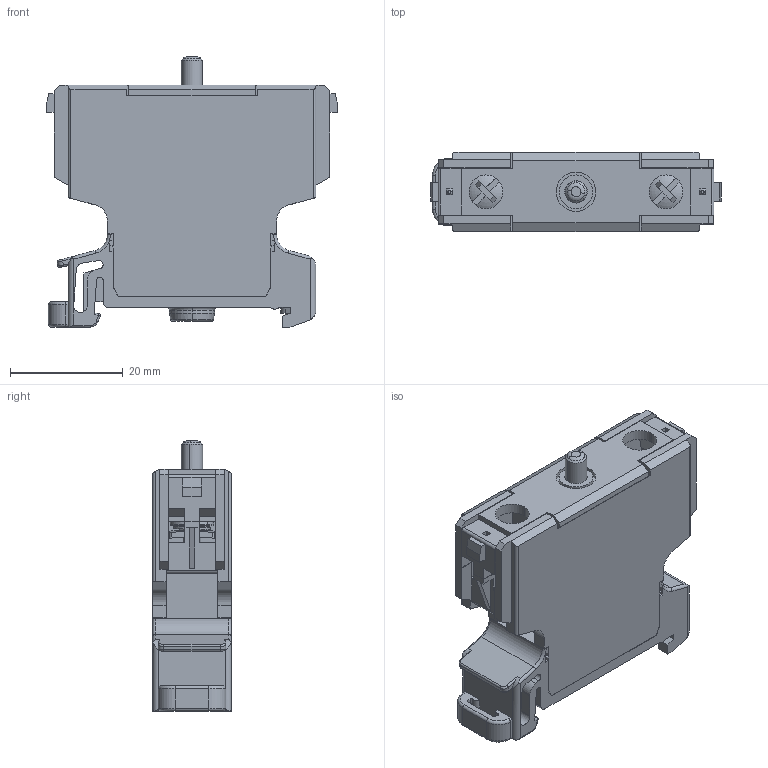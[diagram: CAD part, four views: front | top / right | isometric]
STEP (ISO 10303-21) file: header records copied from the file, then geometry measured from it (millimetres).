
FILE_DESCRIPTION (( 'STEP AP203' ), '1' );
FILE_NAME ('80_820_01_02_0-ap203.STEP', '2012-10-12T08:27:03', ( 'Admin' ), ( 'R. STAHL AG' ), 'SwSTEP 2.0', 'SolidWorks 2012', '' );
FILE_SCHEMA (( 'CONFIG_CONTROL_DESIGN' ));
Length unit declared in the file: millimetre
Products named in the file (10): 80_820_01_02_0-ap203; 509_601_0_Vereinfacht; 509_601_2; 509_601_1; 509_601_0_vereinfacht; 80_829_01_92_0; 80_829_01_66_0_80 829 01 66 0 grau; 80_829_01_14_0; 80_820_03_04_0_3d export; 80_829_03_04_0
Assembly tree (10 placements, depth 3):
  80_820_01_02_0-ap203
    80_820_03_04_0_3d export
      80_829_03_04_0
    80_829_01_14_0
    80_829_01_66_0_80 829 01 66 0 grau
    80_829_01_92_0
    509_601_0_Vereinfacht  x2
      509_601_0_vereinfacht
      509_601_1
      509_601_2
Bounding box: 51.6 x 14 x 48 mm (x, y, z)
Volume: 15524.2 mm3; surface area: 15900.6 mm2
Topology: 10 solids, 10 shells, 735 faces, 1959 edges, 1260 vertices
Faces by surface type: plane 481, cylinder 176, cone 32, torus 32, bspline 12, sphere 2
Entity records: 23194 total; most frequent: CARTESIAN_POINT 4837, ORIENTED_EDGE 3680, DIRECTION 3495, EDGE_CURVE 1840, LINE 1385, VECTOR 1385, VERTEX_POINT 1182, AXIS2_PLACEMENT_3D 1055
